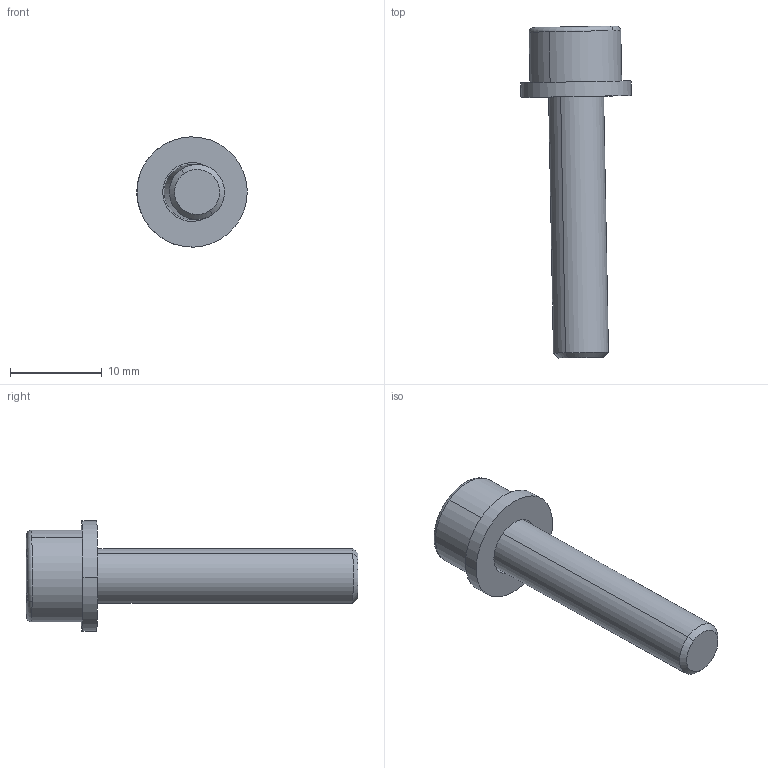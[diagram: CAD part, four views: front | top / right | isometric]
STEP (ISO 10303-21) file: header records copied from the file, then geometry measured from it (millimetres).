
FILE_DESCRIPTION (( 'STEP AP214' ), '1' );
FILE_NAME ('bolt.STEP', '2023-04-05T12:15:42', ( '' ), ( '' ), 'SwSTEP 2.0', 'SolidWorks 2022', '' );
FILE_SCHEMA (( 'AUTOMOTIVE_DESIGN' ));
Length unit declared in the file: millimetre
Products named in the file (3): 101_assembly_rev_A.sldasm-Part-9-2; 101_assembly_rev_A.sldasm-Part-5-2; bolt
Assembly tree (2 placements, depth 2):
  bolt
    101_assembly_rev_A.sldasm-Part-5-2
    101_assembly_rev_A.sldasm-Part-9-2
Bounding box: 12.03 x 36.12 x 12 mm (x, y, z)
Volume: 129.5 mm3; surface area: 1231.7 mm2
Topology: 1 solids, 3 shells, 26 faces, 64 edges, 43 vertices
Faces by surface type: plane 12, cylinder 8, cone 4, torus 2
Entity records: 873 total; most frequent: CARTESIAN_POINT 153, DIRECTION 142, ORIENTED_EDGE 118, EDGE_CURVE 62, AXIS2_PLACEMENT_3D 56, VERTEX_POINT 43, EDGE_LOOP 30, LINE 30
